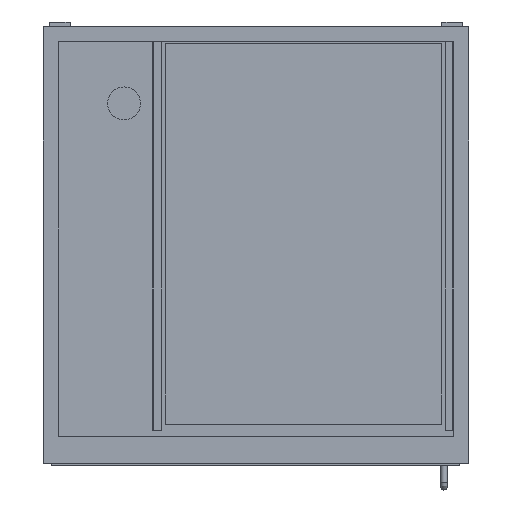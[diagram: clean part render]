
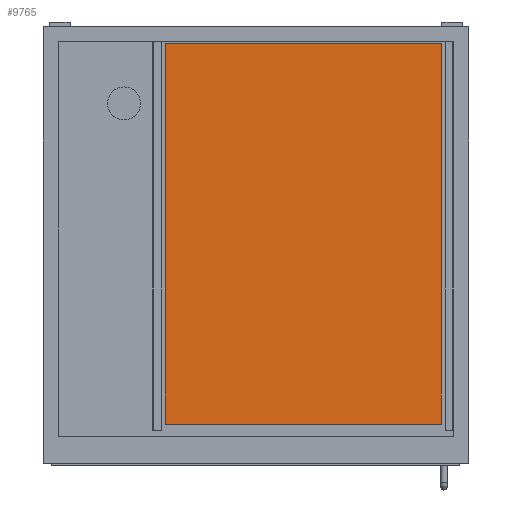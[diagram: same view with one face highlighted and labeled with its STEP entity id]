
A CAD part, front view. The second image highlights one B-rep face of the part: STEP entity #9765.
In plain terms, the highlighted planar face has unit normal (0, -1, 0).
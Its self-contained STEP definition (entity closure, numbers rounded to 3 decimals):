
#692=FACE_OUTER_BOUND('',#1259,.T.);
#1259=EDGE_LOOP('',(#7895,#7896,#7897,#7898));
#2235=LINE('',#15140,#3457);
#2238=LINE('',#15146,#3460);
#2241=LINE('',#15152,#3463);
#2244=LINE('',#15156,#3466);
#3457=VECTOR('',#12379,10.);
#3460=VECTOR('',#12384,10.);
#3463=VECTOR('',#12389,10.);
#3466=VECTOR('',#12394,10.);
#4489=VERTEX_POINT('',#15137);
#4490=VERTEX_POINT('',#15139);
#4492=VERTEX_POINT('',#15145);
#4494=VERTEX_POINT('',#15151);
#5678=EDGE_CURVE('',#4490,#4489,#2235,.T.);
#5681=EDGE_CURVE('',#4492,#4490,#2238,.T.);
#5684=EDGE_CURVE('',#4494,#4492,#2241,.T.);
#5687=EDGE_CURVE('',#4489,#4494,#2244,.T.);
#7895=ORIENTED_EDGE('',*,*,#5687,.T.);
#7896=ORIENTED_EDGE('',*,*,#5684,.T.);
#7897=ORIENTED_EDGE('',*,*,#5681,.T.);
#7898=ORIENTED_EDGE('',*,*,#5678,.T.);
#9226=PLANE('',#10491);
#9765=ADVANCED_FACE('',(#692),#9226,.T.);
#10491=AXIS2_PLACEMENT_3D('',#15157,#12395,#12396);
#12379=DIRECTION('',(-1.,0.,0.));
#12384=DIRECTION('',(0.,0.,1.));
#12389=DIRECTION('',(1.,0.,0.));
#12394=DIRECTION('',(0.,0.,-1.));
#12395=DIRECTION('center_axis',(0.,-1.,0.));
#12396=DIRECTION('ref_axis',(0.,0.,-1.));
#15137=CARTESIAN_POINT('',(-110.,-502.5,237.5));
#15139=CARTESIAN_POINT('',(225.,-502.5,237.5));
#15140=CARTESIAN_POINT('',(225.,-502.5,237.5));
#15145=CARTESIAN_POINT('',(225.,-502.5,-224.5));
#15146=CARTESIAN_POINT('',(225.,-502.5,-224.5));
#15151=CARTESIAN_POINT('',(-110.,-502.5,-224.5));
#15152=CARTESIAN_POINT('',(-110.,-502.5,-224.5));
#15156=CARTESIAN_POINT('',(-110.,-502.5,237.5));
#15157=CARTESIAN_POINT('Origin',(57.5,-502.5,6.5));
